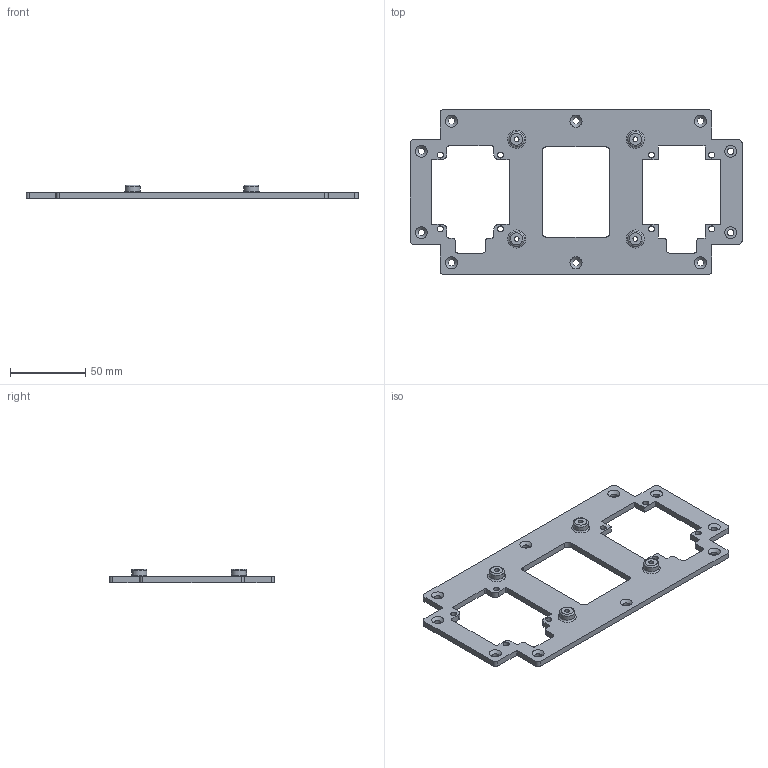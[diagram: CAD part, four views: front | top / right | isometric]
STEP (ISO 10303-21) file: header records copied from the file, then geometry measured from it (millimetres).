
FILE_DESCRIPTION(/* description */ (''),/* implementation_level */ '2;1');
FILE_NAME(/* name */ 'electronicMount.stp',/* time_stamp */ '2019-06-12T09:57:00+02:00',/* author */ ('ahoel'),/* organization */ (''),/* preprocessor_version */ 'ST-DEVELOPER v17',/* originating_system */ 'Autodesk Inventor 2019',/* authorisation */ '');
FILE_SCHEMA (('AUTOMOTIVE_DESIGN { 1 0 10303 214 3 1 1 }'));
Length unit declared in the file: millimetre
Products named in the file (1): Mount
Bounding box: 220 x 109 x 9 mm (x, y, z)
Volume: 54642.9 mm3; surface area: 33928.3 mm2
Topology: 1 solids, 1 shells, 142 faces, 430 edges, 298 vertices
Faces by surface type: cylinder 66, plane 58, cone 10, torus 8
Full cylindrical faces by diameter (mm): 3.2 x4, 4 x12, 4.3 x10, 10 x4
Entity records: 5115 total; most frequent: DIRECTION 926, CARTESIAN_POINT 871, ORIENTED_EDGE 860, EDGE_CURVE 430, AXIS2_PLACEMENT_3D 353, VERTEX_POINT 298, LINE 220, VECTOR 220
